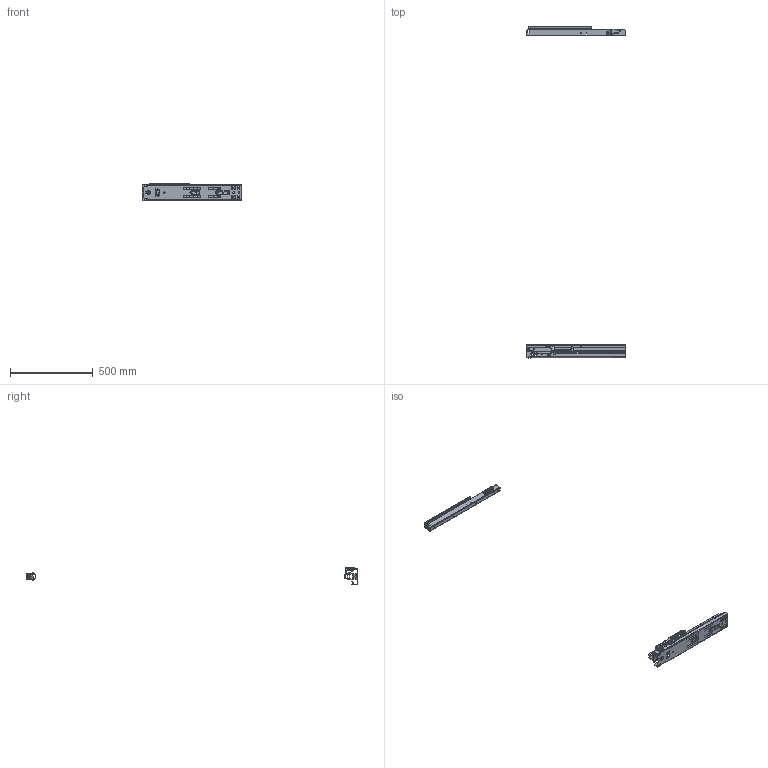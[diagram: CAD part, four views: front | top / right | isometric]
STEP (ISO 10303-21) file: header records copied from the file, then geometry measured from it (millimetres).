
FILE_DESCRIPTION (( 'STEP AP214' ), '1' );
FILE_NAME ('FR_771_A.0600mm_24inch_closed.STEP', '2022-11-16T09:11:45', ( '' ), ( '' ), 'SwSTEP 2.0', 'SolidWorks 2020', '' );
FILE_SCHEMA (( 'AUTOMOTIVE_DESIGN' ));
Length unit declared in the file: millimetre
Products named in the file (23): AV-005.re; AT-048; 875.01-139_-139; 771.XXX-06.0000_NL  600; 719.XXX-GA.L406_NL  400 eingefahren; 771A.XXX-07.0000_NL  600 eingefahren Stellung 1; SE-082; 875.01-140_-140; N61-187_M 8 x  6,5 - (din913); 771.XXX-07.S212_NL  600; 771.XXX-03.P048_NL  600; E31-035_E31-035 vernietet Mat. 2,0mm; FR_771_A.0600mm_24inch_closed; SE-013_014_rechts; 719.XXX-01.L406_NL  400 ohne Zentrierlappen; SM-040_eingefahren 2mm vor Endstellung; 771.XXX-01.H016_NL  600; 771.XXX-03.0000_NL  600; 719.XXX-02.L406_NL  400; 771A.XXX-01.0000_NL  600 eingefahren; AV-005.li; 01-anschlag.L406_eingefedert
Assembly tree (23 placements, depth 4):
  FR_771_A.0600mm_24inch_closed
    771A.XXX-01.0000_NL  600 eingefahren
      771.XXX-01.H016_NL  600
      SM-040_eingefahren 2mm vor Endstellung
        SE-082
    771.XXX-03.0000_NL  600
      771.XXX-03.P048_NL  600
      875.01-140_-140
        875.01-139_-139
        N61-187_M 8 x  6,5 - (din913)
        SE-013_014_rechts
    771.XXX-06.0000_NL  600
      771.XXX-06.0000_NL  600
      E31-035_E31-035 vernietet Mat. 2,0mm  x2
    719.XXX-GA.L406_NL  400 eingefahren
      719.XXX-01.L406_NL  400 ohne Zentrierlappen
      01-anschlag.L406_eingefedert
      719.XXX-02.L406_NL  400
      AT-048
    771A.XXX-07.0000_NL  600 eingefahren Stellung 1
      771.XXX-07.S212_NL  600
      AV-005.re
      AV-005.li
Bounding box: 598.3 x 2000.6 x 102.5 mm (x, y, z)
Volume: 537634.7 mm3; surface area: 730279.6 mm2
Topology: 15 solids, 17 shells, 4858 faces, 12493 edges, 7596 vertices
Faces by surface type: cylinder 1877, plane 1815, bspline 722, torus 190, sphere 172, cone 82
Entity records: 170219 total; most frequent: CARTESIAN_POINT 59181, ORIENTED_EDGE 24634, DIRECTION 21346, EDGE_CURVE 12319, VERTEX_POINT 7571, AXIS2_PLACEMENT_3D 7311, VECTOR 6724, LINE 6724
